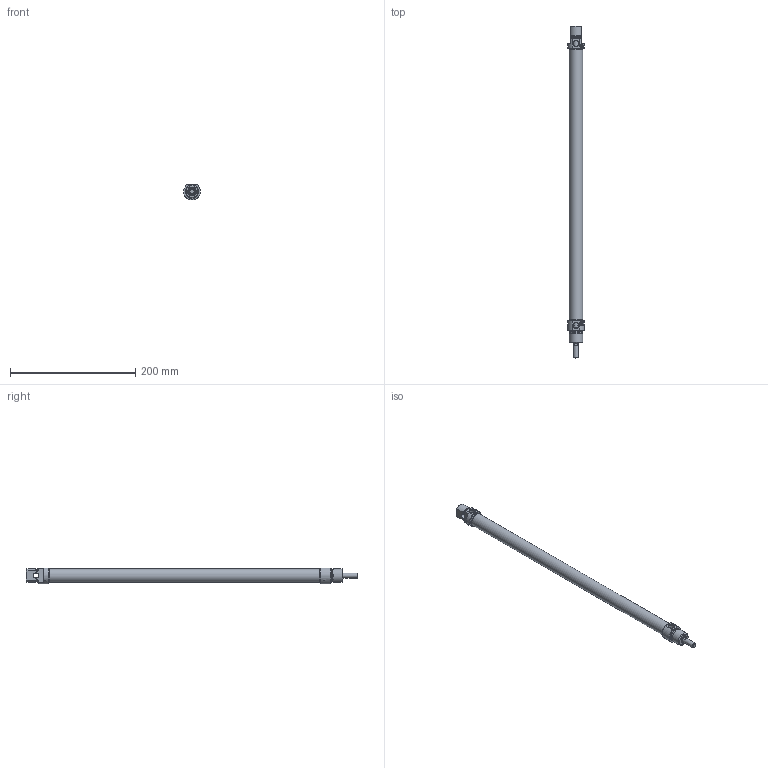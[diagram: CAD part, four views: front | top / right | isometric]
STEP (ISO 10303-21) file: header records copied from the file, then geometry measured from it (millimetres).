
FILE_DESCRIPTION((''),'2;1');
FILE_NAME('ODM020.400.GS.MW.stp','2015-01-14T18:10:09',('carlo.corazza'),(''),'Autodesk Inventor 2012','Autodesk Inventor 2012','');
FILE_SCHEMA(('AUTOMOTIVE_DESIGN { 1 0 10303 214 1 1 1 1 }'));
Length unit declared in the file: millimetre
Products named in the file (5): ODM020..GS.MW; TP; CORPO-400; STELO-400; TA
Assembly tree (4 placements, depth 2):
  ODM020..GS.MW
    TP
    CORPO-400
    STELO-400
    TA
Bounding box: 26.73 x 531 x 25.4 mm (x, y, z)
Volume: 68677.9 mm3; surface area: 79684.8 mm2
Topology: 7 solids, 11 shells, 220 faces, 482 edges, 302 vertices
Faces by surface type: plane 72, cylinder 65, cone 55, torus 17, revolution 8, sphere 2, bspline 1
Full cylindrical faces by diameter (mm): 1.75 x2, 1.8 x4, 2 x2, 2.2 x4, 2.459 x2, 3.4 x4, 3.5 x4, 6 x2, 7.9 x1, 8 x3, 8.5 x2, 8.566 x4, 9.1 x1, 9.5 x1, 12 x2, 12.1 x1, 14.1 x1, 14.2 x1, 19.7 x1, 20 x1, 21.27 x1, 22 x2, 22.2 x2
Entity records: 6105 total; most frequent: CARTESIAN_POINT 1507, DIRECTION 944, ORIENTED_EDGE 650, AXIS2_PLACEMENT_3D 432, EDGE_LOOP 369, EDGE_CURVE 325, VERTEX_POINT 258, STYLED_ITEM 223
